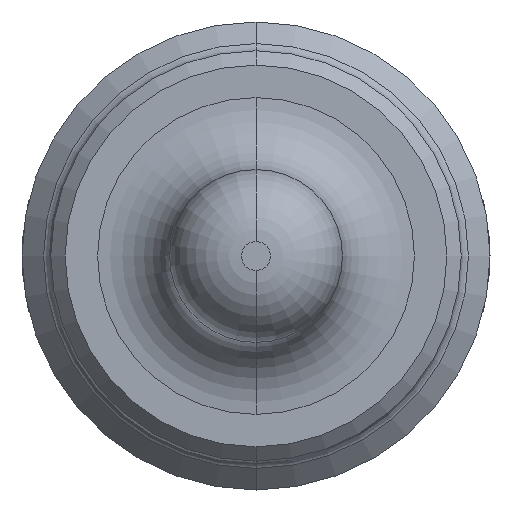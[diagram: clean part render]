
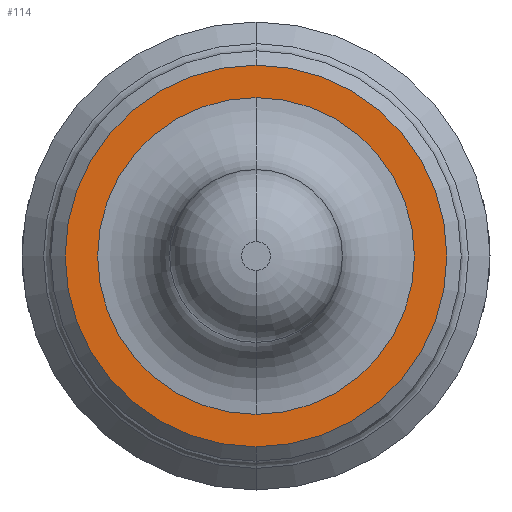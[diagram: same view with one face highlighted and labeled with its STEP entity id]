
A CAD part, front view. The second image highlights one B-rep face of the part: STEP entity #114.
In plain terms, the highlighted planar face has unit normal (0, -1, 0).
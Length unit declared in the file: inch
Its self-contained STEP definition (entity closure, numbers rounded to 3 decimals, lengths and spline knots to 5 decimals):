
#104 = EDGE_CURVE ( 'NONE', #444, #454, #700, .T. ) ;
#110 = EDGE_CURVE ( 'NONE', #409, #460, #676, .T. ) ;
#114 = ADVANCED_FACE ( 'NONE', ( #738, #743 ), #709, .T. ) ;
#126 = ORIENTED_EDGE ( 'NONE', *, *, #443, .F. ) ;
#133 = EDGE_LOOP ( 'NONE', ( #142, #158 ) ) ;
#137 = ORIENTED_EDGE ( 'NONE', *, *, #104, .F. ) ;
#142 = ORIENTED_EDGE ( 'NONE', *, *, #110, .T. ) ;
#145 = EDGE_LOOP ( 'NONE', ( #126, #137 ) ) ;
#158 = ORIENTED_EDGE ( 'NONE', *, *, #459, .T. ) ;
#409 = VERTEX_POINT ( 'NONE', #1196 ) ;
#443 = EDGE_CURVE ( 'NONE', #454, #444, #1308, .T. ) ;
#444 = VERTEX_POINT ( 'NONE', #1301 ) ;
#454 = VERTEX_POINT ( 'NONE', #1292 ) ;
#459 = EDGE_CURVE ( 'NONE', #460, #409, #1330, .T. ) ;
#460 = VERTEX_POINT ( 'NONE', #1326 ) ;
#671 = DIRECTION ( 'NONE',  ( 0., 0., 1. ) ) ;
#672 = DIRECTION ( 'NONE',  ( 0., 1., 0. ) ) ;
#673 = AXIS2_PLACEMENT_3D ( 'NONE', #710, #672, #671 ) ;
#674 = CARTESIAN_POINT ( 'NONE',  ( 0., -0.235, 0. ) ) ;
#675 = AXIS2_PLACEMENT_3D ( 'NONE', #674, #701, #737 ) ;
#676 = CIRCLE ( 'NONE', #675, 0.022 ) ;
#700 = CIRCLE ( 'NONE', #673, 0.0265 ) ;
#701 = DIRECTION ( 'NONE',  ( 0., 1., 0. ) ) ;
#705 = DIRECTION ( 'NONE',  ( 0., 0., -1. ) ) ;
#706 = DIRECTION ( 'NONE',  ( 0., -1., 0. ) ) ;
#707 = CARTESIAN_POINT ( 'NONE',  ( -0.022, -0.235, 0. ) ) ;
#708 = AXIS2_PLACEMENT_3D ( 'NONE', #707, #706, #705 ) ;
#709 = PLANE ( 'NONE',  #708 ) ;
#710 = CARTESIAN_POINT ( 'NONE',  ( 0., -0.235, 0. ) ) ;
#737 = DIRECTION ( 'NONE',  ( 0., 0., 1. ) ) ;
#738 = FACE_BOUND ( 'NONE', #133, .T. ) ;
#743 = FACE_OUTER_BOUND ( 'NONE', #145, .T. ) ;
#1196 = CARTESIAN_POINT ( 'NONE',  ( 0., -0.235, 0.022 ) ) ;
#1291 = CARTESIAN_POINT ( 'NONE',  ( 0., -0.235, 0. ) ) ;
#1292 = CARTESIAN_POINT ( 'NONE',  ( 0., -0.235, 0.0265 ) ) ;
#1301 = CARTESIAN_POINT ( 'NONE',  ( 0., -0.235, -0.0265 ) ) ;
#1304 = DIRECTION ( 'NONE',  ( 0., 0., 1. ) ) ;
#1305 = DIRECTION ( 'NONE',  ( 0., 1., 0. ) ) ;
#1306 = CARTESIAN_POINT ( 'NONE',  ( 0., -0.235, 0. ) ) ;
#1307 = AXIS2_PLACEMENT_3D ( 'NONE', #1306, #1305, #1304 ) ;
#1308 = CIRCLE ( 'NONE', #1307, 0.0265 ) ;
#1326 = CARTESIAN_POINT ( 'NONE',  ( 0., -0.235, -0.022 ) ) ;
#1327 = DIRECTION ( 'NONE',  ( 0., 0., 1. ) ) ;
#1328 = DIRECTION ( 'NONE',  ( 0., 1., 0. ) ) ;
#1329 = AXIS2_PLACEMENT_3D ( 'NONE', #1291, #1328, #1327 ) ;
#1330 = CIRCLE ( 'NONE', #1329, 0.022 ) ;
